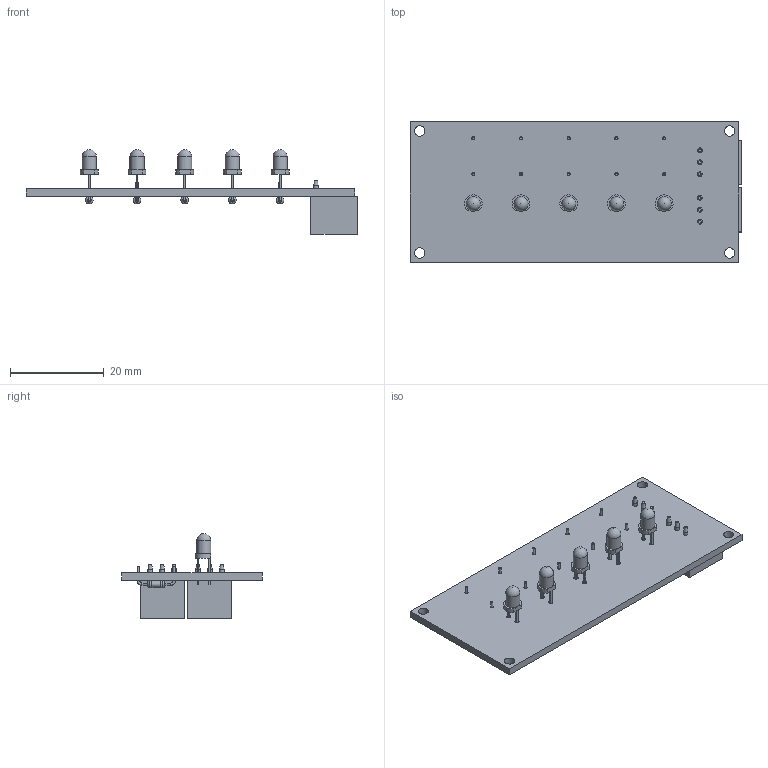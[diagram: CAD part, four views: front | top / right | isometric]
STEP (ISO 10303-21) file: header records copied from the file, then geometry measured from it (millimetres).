
FILE_DESCRIPTION(('KiCad electronic assembly'),'2;1');
FILE_NAME('LEDboard.step','2024-08-10T12:10:11',('Pcbnew'),('Kicad'), 'Open CASCADE STEP processor 7.7','KiCad to STEP converter','Unknown' );
FILE_SCHEMA(('AUTOMOTIVE_DESIGN { 1 0 10303 214 1 1 1 1 }'));
Length unit declared in the file: millimetre
Products named in the file (8): LEDboard 1; LED_D3.0mm; SOLID; EUROBROCK_2.54_3P; R_Axial_DIN0204_L3.6mm_D1.6mm_P7.62mm_Horizontal; _autosave-LEDboard PCB
Assembly tree (16 placements, depth 3):
  LEDboard 1
    LED_D3.0mm  x5
      SOLID
    EUROBROCK_2.54_3P  x2
      SOLID
    R_Axial_DIN0204_L3.6mm_D1.6mm_P7.62mm_Horizontal  x5
      SOLID
    _autosave-LEDboard PCB
Bounding box: 70.57 x 30 x 18.1 mm (x, y, z)
Volume: 4294.9 mm3; surface area: 6743.5 mm2
Topology: 13 solids, 13 shells, 241 faces, 500 edges, 318 vertices
Faces by surface type: plane 129, cylinder 81, torus 20, cone 6, sphere 5
Full cylindrical faces by diameter (mm): 0.5 x20, 0.7 x10, 0.9 x10, 1 x12, 1.44 x5, 1.6 x10, 2.2 x4, 3 x5
Entity records: 6211 total; most frequent: CARTESIAN_POINT 1320, DIRECTION 852, LINE 440, VECTOR 440, ORIENTED_EDGE 412, PCURVE 412, DEFINITIONAL_REPRESENTATION 412, EDGE_CURVE 206
